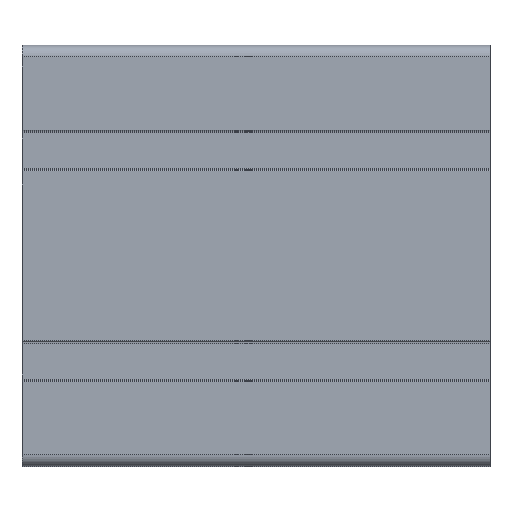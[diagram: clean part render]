
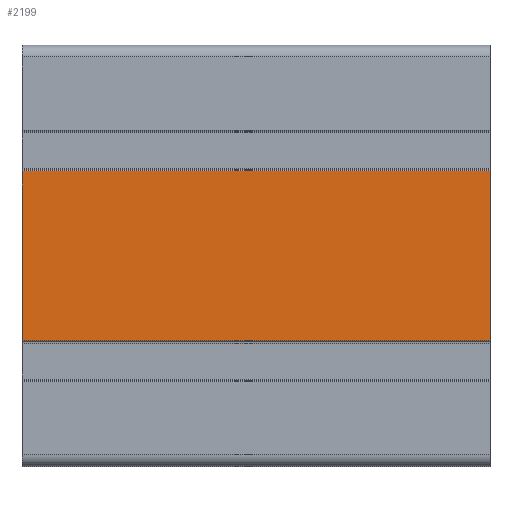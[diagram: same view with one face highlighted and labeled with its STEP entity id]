
A CAD part, top view. The second image highlights one B-rep face of the part: STEP entity #2199.
In plain terms, the highlighted planar face has unit normal (0, 0, 1).
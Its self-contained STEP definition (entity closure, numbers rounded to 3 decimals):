
#56=PLANE('',#2420);
#149=FACE_OUTER_BOUND('',#266,.T.);
#266=EDGE_LOOP('',(#1789,#1790,#1791,#1792));
#522=LINE('',#3469,#744);
#576=LINE('',#3632,#798);
#577=LINE('',#3635,#799);
#578=LINE('',#3636,#800);
#744=VECTOR('',#2800,10.);
#798=VECTOR('',#2948,10.);
#799=VECTOR('',#2951,10.);
#800=VECTOR('',#2952,10.);
#981=VERTEX_POINT('',#3466);
#982=VERTEX_POINT('',#3468);
#1044=VERTEX_POINT('',#3630);
#1045=VERTEX_POINT('',#3634);
#1247=EDGE_CURVE('',#981,#982,#522,.T.);
#1329=EDGE_CURVE('',#1044,#981,#576,.T.);
#1330=EDGE_CURVE('',#1045,#1044,#577,.T.);
#1331=EDGE_CURVE('',#1045,#982,#578,.T.);
#1789=ORIENTED_EDGE('',*,*,#1329,.F.);
#1790=ORIENTED_EDGE('',*,*,#1330,.F.);
#1791=ORIENTED_EDGE('',*,*,#1331,.T.);
#1792=ORIENTED_EDGE('',*,*,#1247,.F.);
#2199=ADVANCED_FACE('',(#149),#56,.T.);
#2420=AXIS2_PLACEMENT_3D('',#3633,#2949,#2950);
#2800=DIRECTION('',(0.,1.,0.));
#2948=DIRECTION('',(-1.,0.,0.));
#2949=DIRECTION('center_axis',(0.,0.,1.));
#2950=DIRECTION('ref_axis',(0.,-1.,0.));
#2951=DIRECTION('',(0.,-1.,0.));
#2952=DIRECTION('',(-1.,0.,0.));
#3466=CARTESIAN_POINT('',(-50.,-18.15,16.));
#3468=CARTESIAN_POINT('',(-50.,18.15,16.));
#3469=CARTESIAN_POINT('',(-50.,-18.15,16.));
#3630=CARTESIAN_POINT('',(50.,-18.15,16.));
#3632=CARTESIAN_POINT('',(0.,-18.15,16.));
#3633=CARTESIAN_POINT('Origin',(0.,18.15,16.));
#3634=CARTESIAN_POINT('',(50.,18.15,16.));
#3635=CARTESIAN_POINT('',(50.,-18.15,16.));
#3636=CARTESIAN_POINT('',(0.,18.15,16.));
